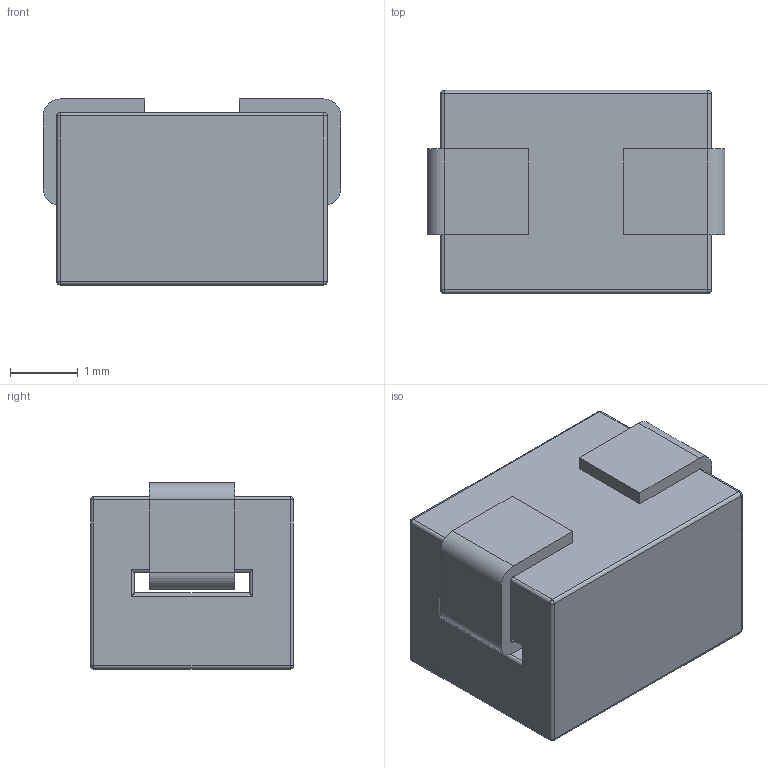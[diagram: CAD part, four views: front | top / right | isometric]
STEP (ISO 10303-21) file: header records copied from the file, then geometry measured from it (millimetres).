
FILE_DESCRIPTION( ( 'Unknown' ), '1' );
FILE_NAME( '7427930.stp', 'Unknown', ( 'Unknown' ), ( 'Unknown' ), 'XStep 1.0', 'Unknown', ' ' );
FILE_SCHEMA( ( 'automotive_design' ) );
Length unit declared in the file: millimetre
Products named in the file (3): Assem1; Gehäuse; Pin
Bounding box: 4.4 x 3 x 2.75 mm (x, y, z)
Surface area: 204.2 mm2
Topology: 4 solids, 4 shells, 120 faces, 288 edges, 160 vertices
Faces by surface type: cylinder 56, plane 48, sphere 16
Entity records: 1884 total; most frequent: DIRECTION 310, CARTESIAN_POINT 279, ORIENTED_EDGE 272, EDGE_CURVE 136, AXIS2_PLACEMENT_3D 111, LINE 88, VECTOR 88, VERTEX_POINT 80
